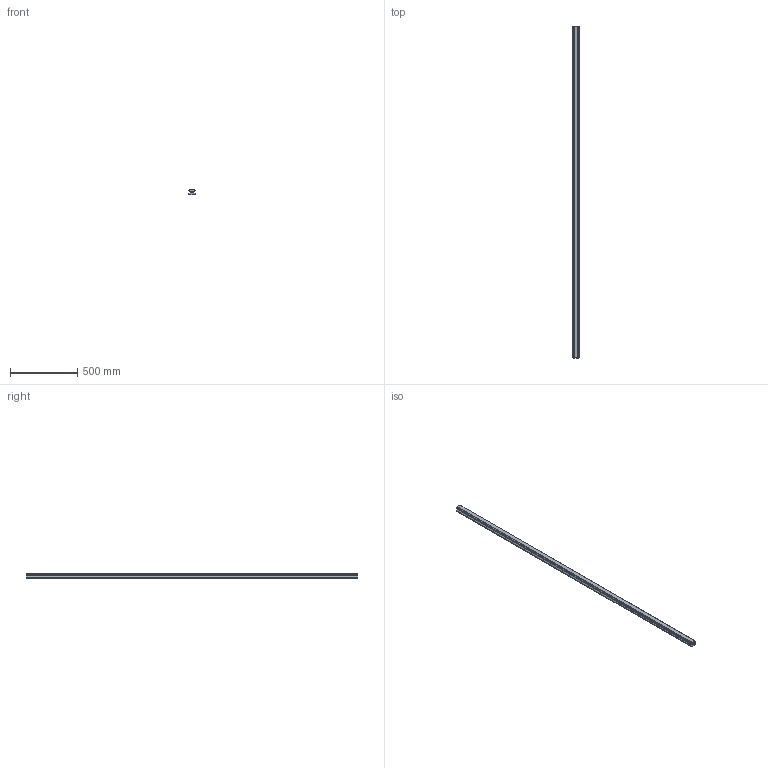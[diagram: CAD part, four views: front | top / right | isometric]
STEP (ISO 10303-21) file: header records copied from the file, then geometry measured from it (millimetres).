
FILE_DESCRIPTION(('STEP AP214'),'1');
FILE_NAME('cctmp_25E51A69-9EFF-4D39-BDCF-F5C6D114FC0E_2021_02_01_11_01_50_0410..stp','2021-02-01T10:01:50',('HIWIN GmbH'),('CADClick - www.CADClick.com'),'Spatial InterOp 3D',' ','unknown authorization');
FILE_SCHEMA(('AUTOMOTIVE_DESIGN'));
Length unit declared in the file: millimetre
Products named in the file (1): HGR45T2475H_FILE
Bounding box: 45 x 2475 x 38 mm (x, y, z)
Volume: 3465155 mm3; surface area: 449113.8 mm2
Topology: 1 solids, 1 shells, 193 faces, 513 edges, 302 vertices
Faces by surface type: plane 93, cylinder 52, cone 48
Entity records: 7139 total; most frequent: CARTESIAN_POINT 961, DIRECTION 957, ORIENTED_EDGE 930, EDGE_CURVE 465, LINE 361, VECTOR 361, VERTEX_POINT 302, AXIS2_PLACEMENT_3D 298
